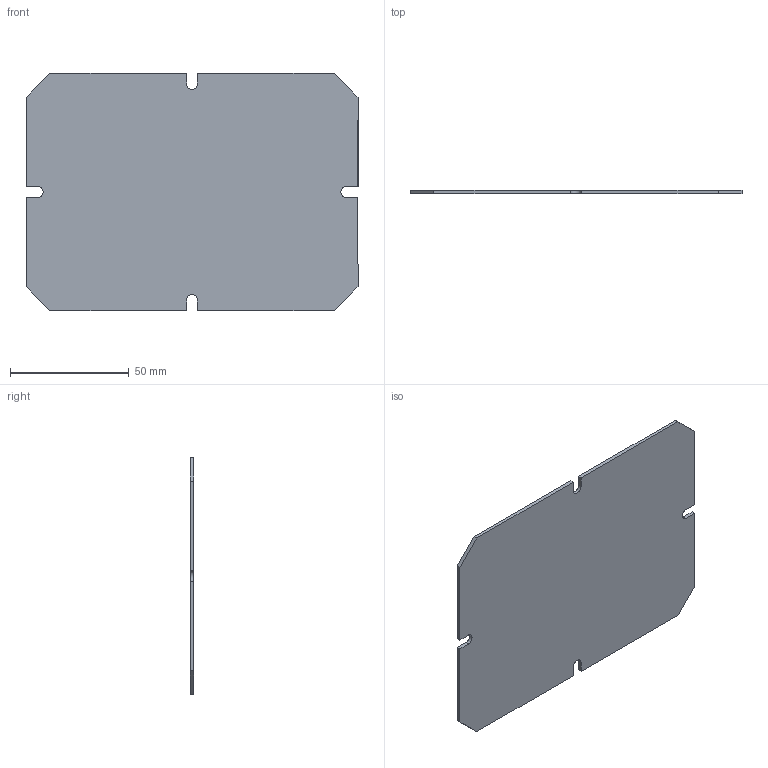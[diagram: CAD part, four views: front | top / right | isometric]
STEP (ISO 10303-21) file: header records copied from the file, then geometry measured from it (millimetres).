
FILE_DESCRIPTION (( 'STEP AP214' ), '1' );
FILE_NAME ('MP1912.STEP', '2010-02-17T07:05:33', ( 'KennethW' ), ( 'FIBOX' ), 'SwSTEP 2.0', 'SolidWorks 2009', '' );
FILE_SCHEMA (( 'AUTOMOTIVE_DESIGN' ));
Length unit declared in the file: millimetre
Products named in the file (1): MP1912
Bounding box: 140 x 1.5 x 100 mm (x, y, z)
Volume: 20524 mm3; surface area: 28122.6 mm2
Topology: 1 solids, 1 shells, 27 faces, 75 edges, 50 vertices
Faces by surface type: plane 22, cylinder 5
Entity records: 893 total; most frequent: CARTESIAN_POINT 153, ORIENTED_EDGE 150, DIRECTION 141, EDGE_CURVE 75, VECTOR 65, LINE 65, VERTEX_POINT 50, AXIS2_PLACEMENT_3D 38
